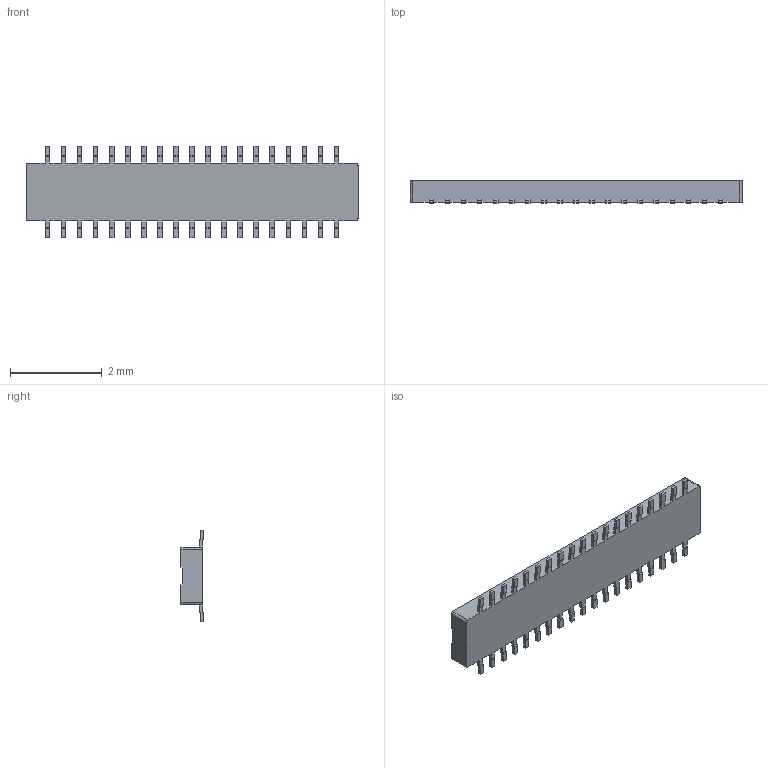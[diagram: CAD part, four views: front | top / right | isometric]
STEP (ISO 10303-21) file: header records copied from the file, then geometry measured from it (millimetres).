
FILE_DESCRIPTION((''),'2;1');
FILE_NAME('5046223412','2018-10-04T',('gga'),(''),'PRO/ENGINEER BY PARAMETRIC TECHNOLOGY CORPORATION, 2016010','PRO/ENGINEER BY PARAMETRIC TECHNOLOGY CORPORATION, 2016010','');
FILE_SCHEMA(('CONFIG_CONTROL_DESIGN'));
Length unit declared in the file: millimetre
Products named in the file (1): 5046223412
Bounding box: 7.24 x 0.48 x 2 mm (x, y, z)
Volume: 2.6 mm3; surface area: 35.1 mm2
Topology: 1 solids, 1 shells, 334 faces, 1148 edges, 816 vertices
Faces by surface type: plane 250, cylinder 84
Entity records: 12153 total; most frequent: CARTESIAN_POINT 2163, ORIENTED_EDGE 1992, DIRECTION 1982, EDGE_CURVE 996, VECTOR 976, LINE 976, VERTEX_POINT 664, AXIS2_PLACEMENT_3D 503
